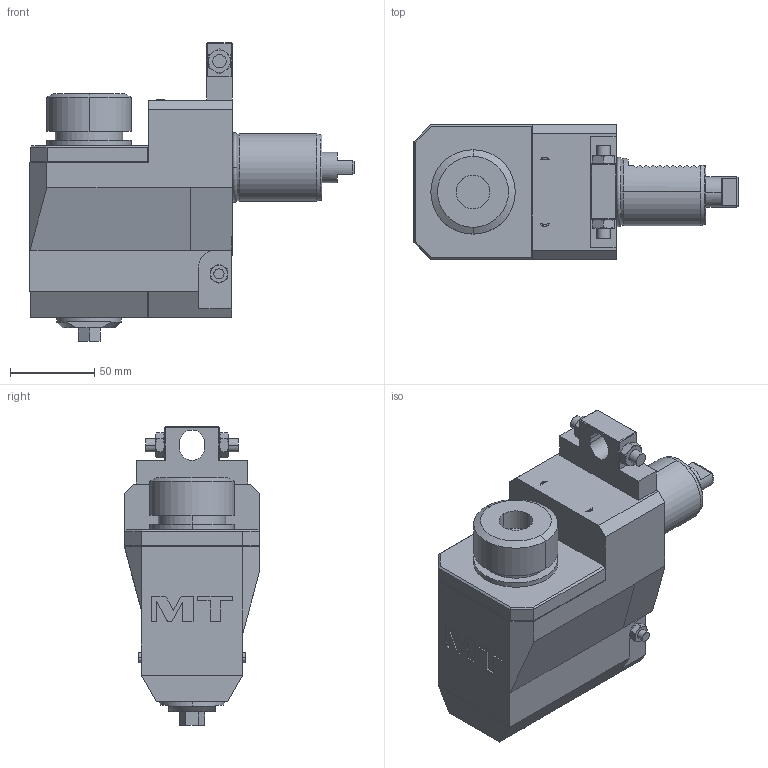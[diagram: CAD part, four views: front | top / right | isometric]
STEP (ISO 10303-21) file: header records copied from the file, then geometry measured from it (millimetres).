
FILE_DESCRIPTION((''),'2;1');
FILE_NAME('222TAK_A32_40A00_CONF','2024-12-10T10:42:46',('fpalella'),('M.T. srl'),'CREO PARAMETRIC BY PTC INC, 2023352','CREO PARAMETRIC BY PTC INC, 2023352','');
FILE_SCHEMA(('CONFIG_CONTROL_DESIGN'));
Length unit declared in the file: millimetre
Products named in the file (1): 222TAK_A32_40A00_CONF
Bounding box: 192.05 x 80 x 177 mm (x, y, z)
Volume: 1039087.3 mm3; surface area: 94966.1 mm2
Topology: 1 solids, 1 shells, 327 faces, 817 edges, 517 vertices
Faces by surface type: plane 204, cone 63, cylinder 51, torus 5, extrusion 2, sphere 2
Entity records: 11027 total; most frequent: CARTESIAN_POINT 3364, ORIENTED_EDGE 1630, DIRECTION 1493, EDGE_CURVE 815, VERTEX_POINT 517, AXIS2_PLACEMENT_3D 514, VECTOR 465, LINE 463
